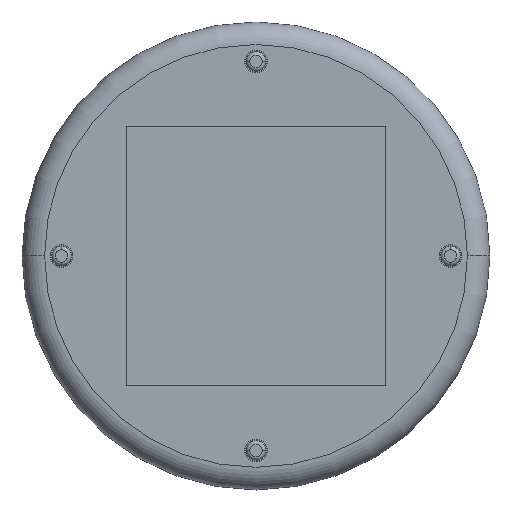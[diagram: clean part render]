
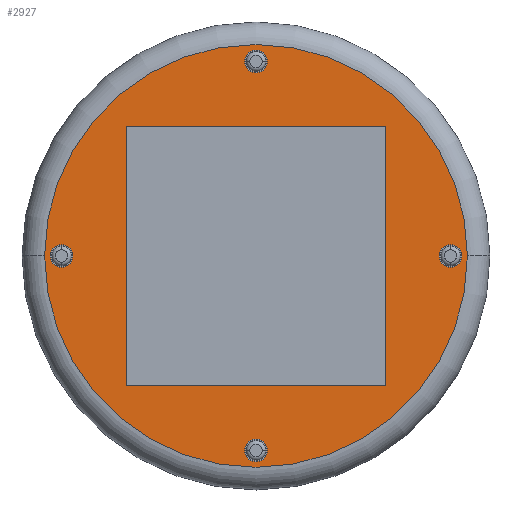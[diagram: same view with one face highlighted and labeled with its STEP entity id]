
A CAD part, top view. The second image highlights one B-rep face of the part: STEP entity #2927.
In plain terms, the highlighted planar face has unit normal (0, 0, 1).
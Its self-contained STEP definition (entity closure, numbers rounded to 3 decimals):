
#213 = EDGE_CURVE ( 'NONE', #218, #215, #3088, .T. ) ;
#215 = VERTEX_POINT ( 'NONE', #3136 ) ;
#218 = VERTEX_POINT ( 'NONE', #3130 ) ;
#238 = VERTEX_POINT ( 'NONE', #3159 ) ;
#243 = VERTEX_POINT ( 'NONE', #3146 ) ;
#245 = EDGE_CURVE ( 'NONE', #243, #238, #3144, .T. ) ;
#415 = VERTEX_POINT ( 'NONE', #3502 ) ;
#417 = EDGE_CURVE ( 'NONE', #415, #418, #3501, .T. ) ;
#418 = VERTEX_POINT ( 'NONE', #3496 ) ;
#743 = VERTEX_POINT ( 'NONE', #1457 ) ;
#766 = VERTEX_POINT ( 'NONE', #1470 ) ;
#770 = EDGE_CURVE ( 'NONE', #766, #743, #1468, .T. ) ;
#1225 = VERTEX_POINT ( 'NONE', #2257 ) ;
#1226 = VERTEX_POINT ( 'NONE', #2253 ) ;
#1228 = EDGE_CURVE ( 'NONE', #1225, #1226, #2252, .T. ) ;
#1457 = CARTESIAN_POINT ( 'NONE',  ( 69., 4., 0. ) ) ;
#1464 = DIRECTION ( 'NONE',  ( -1., 0., 0. ) ) ;
#1465 = DIRECTION ( 'NONE',  ( 0., 0., 1. ) ) ;
#1466 = CARTESIAN_POINT ( 'NONE',  ( 69., 0., 0. ) ) ;
#1467 = AXIS2_PLACEMENT_3D ( 'NONE', #1466, #1465, #1464 ) ;
#1468 = CIRCLE ( 'NONE', #1467, 4. ) ;
#1470 = CARTESIAN_POINT ( 'NONE',  ( 69., -4., 0. ) ) ;
#2248 = DIRECTION ( 'NONE',  ( -1., 0., 0. ) ) ;
#2249 = DIRECTION ( 'NONE',  ( 0., 0., 1. ) ) ;
#2250 = CARTESIAN_POINT ( 'NONE',  ( 0., 0., 0. ) ) ;
#2251 = AXIS2_PLACEMENT_3D ( 'NONE', #2250, #2249, #2248 ) ;
#2252 = CIRCLE ( 'NONE', #2251, 75. ) ;
#2253 = CARTESIAN_POINT ( 'NONE',  ( -75., 0., 0. ) ) ;
#2257 = CARTESIAN_POINT ( 'NONE',  ( 75., 0., 0. ) ) ;
#2506 = CIRCLE ( 'NONE', #2567, 4. ) ;
#2507 = DIRECTION ( 'NONE',  ( -1., 0., 0. ) ) ;
#2508 = DIRECTION ( 'NONE',  ( 0., 0., -1. ) ) ;
#2509 = CARTESIAN_POINT ( 'NONE',  ( 0., 0., 0. ) ) ;
#2510 = AXIS2_PLACEMENT_3D ( 'NONE', #2509, #2508, #2507 ) ;
#2511 = PLANE ( 'NONE',  #2510 ) ;
#2512 = FACE_BOUND ( 'NONE', #2957, .T. ) ;
#2513 = FACE_BOUND ( 'NONE', #2950, .T. ) ;
#2514 = FACE_BOUND ( 'NONE', #2942, .T. ) ;
#2515 = FACE_BOUND ( 'NONE', #2936, .T. ) ;
#2516 = FACE_BOUND ( 'NONE', #2925, .T. ) ;
#2517 = FACE_OUTER_BOUND ( 'NONE', #2923, .T. ) ;
#2518 = DIRECTION ( 'NONE',  ( -1., 0., 0. ) ) ;
#2519 = DIRECTION ( 'NONE',  ( 0., 0., 1. ) ) ;
#2520 = CARTESIAN_POINT ( 'NONE',  ( 0., 0., 0. ) ) ;
#2521 = AXIS2_PLACEMENT_3D ( 'NONE', #2520, #2519, #2518 ) ;
#2522 = CIRCLE ( 'NONE', #2521, 75. ) ;
#2538 = LINE ( 'NONE', #2602, #2601 ) ;
#2539 = DIRECTION ( 'NONE',  ( -1., 0., 0. ) ) ;
#2540 = DIRECTION ( 'NONE',  ( 0., 0., 1. ) ) ;
#2541 = CARTESIAN_POINT ( 'NONE',  ( -69., 0., 0. ) ) ;
#2542 = AXIS2_PLACEMENT_3D ( 'NONE', #2541, #2540, #2539 ) ;
#2543 = CIRCLE ( 'NONE', #2542, 4. ) ;
#2544 = CARTESIAN_POINT ( 'NONE',  ( 46., 46., 0. ) ) ;
#2545 = DIRECTION ( 'NONE',  ( 0., -1., 0. ) ) ;
#2546 = VECTOR ( 'NONE', #2545, 1000. ) ;
#2547 = CARTESIAN_POINT ( 'NONE',  ( -46., 46., 0. ) ) ;
#2548 = LINE ( 'NONE', #2547, #2546 ) ;
#2549 = DIRECTION ( 'NONE',  ( 0., 1., 0. ) ) ;
#2550 = VECTOR ( 'NONE', #2549, 1000. ) ;
#2551 = CARTESIAN_POINT ( 'NONE',  ( 46., 46., 0. ) ) ;
#2552 = LINE ( 'NONE', #2551, #2550 ) ;
#2553 = CARTESIAN_POINT ( 'NONE',  ( -46., 46., 0. ) ) ;
#2554 = CARTESIAN_POINT ( 'NONE',  ( -46., -46., 0. ) ) ;
#2555 = CARTESIAN_POINT ( 'NONE',  ( 46., -46., 0. ) ) ;
#2556 = DIRECTION ( 'NONE',  ( -1., 0., 0. ) ) ;
#2557 = DIRECTION ( 'NONE',  ( 0., 0., 1. ) ) ;
#2558 = CARTESIAN_POINT ( 'NONE',  ( 0., 69., 0. ) ) ;
#2559 = AXIS2_PLACEMENT_3D ( 'NONE', #2558, #2557, #2556 ) ;
#2560 = CIRCLE ( 'NONE', #2559, 4. ) ;
#2561 = DIRECTION ( 'NONE',  ( 1., 0., 0. ) ) ;
#2562 = VECTOR ( 'NONE', #2561, 1000. ) ;
#2563 = CARTESIAN_POINT ( 'NONE',  ( -46., -46., 0. ) ) ;
#2564 = DIRECTION ( 'NONE',  ( -1., 0., 0. ) ) ;
#2565 = DIRECTION ( 'NONE',  ( 0., 0., 1. ) ) ;
#2566 = CARTESIAN_POINT ( 'NONE',  ( 0., -69., 0. ) ) ;
#2567 = AXIS2_PLACEMENT_3D ( 'NONE', #2566, #2565, #2564 ) ;
#2568 = LINE ( 'NONE', #2563, #2562 ) ;
#2588 = DIRECTION ( 'NONE',  ( -1., 0., 0. ) ) ;
#2589 = DIRECTION ( 'NONE',  ( 0., 0., 1. ) ) ;
#2590 = CARTESIAN_POINT ( 'NONE',  ( 69., 0., 0. ) ) ;
#2591 = AXIS2_PLACEMENT_3D ( 'NONE', #2590, #2589, #2588 ) ;
#2594 = CIRCLE ( 'NONE', #2591, 4. ) ;
#2600 = DIRECTION ( 'NONE',  ( -1., 0., 0. ) ) ;
#2601 = VECTOR ( 'NONE', #2600, 1000. ) ;
#2602 = CARTESIAN_POINT ( 'NONE',  ( -46., 46., 0. ) ) ;
#2923 = EDGE_LOOP ( 'NONE', ( #2931, #2930 ) ) ;
#2925 = EDGE_LOOP ( 'NONE', ( #2929, #2938 ) ) ;
#2926 = EDGE_CURVE ( 'NONE', #1226, #1225, #2522, .T. ) ;
#2927 = ADVANCED_FACE ( 'NONE', ( #2517, #2516, #2515, #2514, #2513, #2512 ), #2511, .F. ) ;
#2928 = EDGE_CURVE ( 'NONE', #418, #415, #2506, .T. ) ;
#2929 = ORIENTED_EDGE ( 'NONE', *, *, #2928, .F. ) ;
#2930 = ORIENTED_EDGE ( 'NONE', *, *, #1228, .T. ) ;
#2931 = ORIENTED_EDGE ( 'NONE', *, *, #2926, .T. ) ;
#2932 = EDGE_CURVE ( 'NONE', #2943, #2941, #2568, .T. ) ;
#2933 = ORIENTED_EDGE ( 'NONE', *, *, #2934, .F. ) ;
#2934 = EDGE_CURVE ( 'NONE', #238, #243, #2560, .T. ) ;
#2935 = ORIENTED_EDGE ( 'NONE', *, *, #2932, .F. ) ;
#2936 = EDGE_LOOP ( 'NONE', ( #2933, #2940 ) ) ;
#2937 = ORIENTED_EDGE ( 'NONE', *, *, #2948, .F. ) ;
#2938 = ORIENTED_EDGE ( 'NONE', *, *, #417, .F. ) ;
#2940 = ORIENTED_EDGE ( 'NONE', *, *, #245, .F. ) ;
#2941 = VERTEX_POINT ( 'NONE', #2555 ) ;
#2942 = EDGE_LOOP ( 'NONE', ( #2935, #2937, #2944, #2947 ) ) ;
#2943 = VERTEX_POINT ( 'NONE', #2554 ) ;
#2944 = ORIENTED_EDGE ( 'NONE', *, *, #2956, .F. ) ;
#2945 = VERTEX_POINT ( 'NONE', #2553 ) ;
#2946 = EDGE_CURVE ( 'NONE', #2941, #2954, #2552, .T. ) ;
#2947 = ORIENTED_EDGE ( 'NONE', *, *, #2946, .F. ) ;
#2948 = EDGE_CURVE ( 'NONE', #2945, #2943, #2548, .T. ) ;
#2949 = ORIENTED_EDGE ( 'NONE', *, *, #2955, .F. ) ;
#2950 = EDGE_LOOP ( 'NONE', ( #2949, #2951 ) ) ;
#2951 = ORIENTED_EDGE ( 'NONE', *, *, #213, .F. ) ;
#2952 = ORIENTED_EDGE ( 'NONE', *, *, #770, .F. ) ;
#2953 = ORIENTED_EDGE ( 'NONE', *, *, #2962, .F. ) ;
#2954 = VERTEX_POINT ( 'NONE', #2544 ) ;
#2955 = EDGE_CURVE ( 'NONE', #215, #218, #2543, .T. ) ;
#2956 = EDGE_CURVE ( 'NONE', #2954, #2945, #2538, .T. ) ;
#2957 = EDGE_LOOP ( 'NONE', ( #2953, #2952 ) ) ;
#2962 = EDGE_CURVE ( 'NONE', #743, #766, #2594, .T. ) ;
#3079 = DIRECTION ( 'NONE',  ( -1., 0., 0. ) ) ;
#3080 = DIRECTION ( 'NONE',  ( 0., 0., 1. ) ) ;
#3081 = CARTESIAN_POINT ( 'NONE',  ( -69., 0., 0. ) ) ;
#3082 = AXIS2_PLACEMENT_3D ( 'NONE', #3081, #3080, #3079 ) ;
#3088 = CIRCLE ( 'NONE', #3082, 4. ) ;
#3130 = CARTESIAN_POINT ( 'NONE',  ( -69., 4., 0. ) ) ;
#3136 = CARTESIAN_POINT ( 'NONE',  ( -69., -4., 0. ) ) ;
#3140 = DIRECTION ( 'NONE',  ( -1., 0., 0. ) ) ;
#3141 = DIRECTION ( 'NONE',  ( 0., 0., 1. ) ) ;
#3142 = CARTESIAN_POINT ( 'NONE',  ( 0., 69., 0. ) ) ;
#3143 = AXIS2_PLACEMENT_3D ( 'NONE', #3142, #3141, #3140 ) ;
#3144 = CIRCLE ( 'NONE', #3143, 4. ) ;
#3146 = CARTESIAN_POINT ( 'NONE',  ( 4., 69., 0. ) ) ;
#3159 = CARTESIAN_POINT ( 'NONE',  ( -4., 69., 0. ) ) ;
#3496 = CARTESIAN_POINT ( 'NONE',  ( 4., -69., 0. ) ) ;
#3497 = DIRECTION ( 'NONE',  ( -1., 0., 0. ) ) ;
#3498 = DIRECTION ( 'NONE',  ( 0., 0., 1. ) ) ;
#3499 = CARTESIAN_POINT ( 'NONE',  ( 0., -69., 0. ) ) ;
#3500 = AXIS2_PLACEMENT_3D ( 'NONE', #3499, #3498, #3497 ) ;
#3501 = CIRCLE ( 'NONE', #3500, 4. ) ;
#3502 = CARTESIAN_POINT ( 'NONE',  ( -4., -69., 0. ) ) ;
